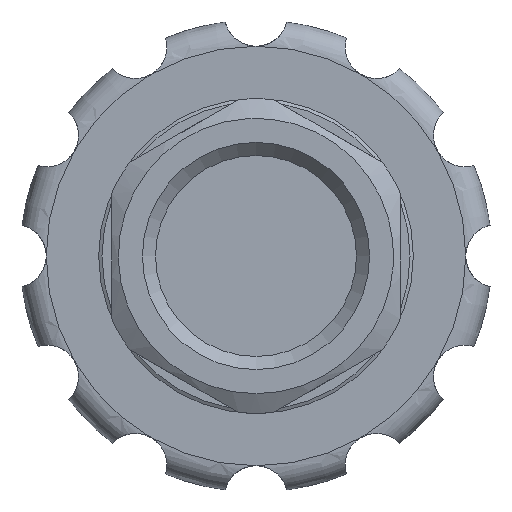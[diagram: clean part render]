
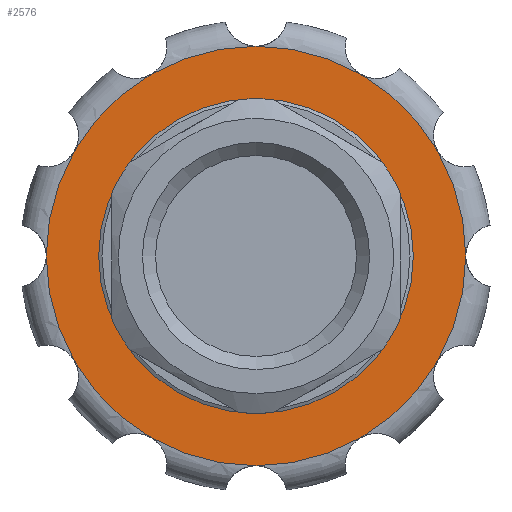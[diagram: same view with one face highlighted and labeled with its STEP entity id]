
A CAD part, left-side view. The second image highlights one B-rep face of the part: STEP entity #2576.
In plain terms, the highlighted planar face has unit normal (-1, 0, 0).
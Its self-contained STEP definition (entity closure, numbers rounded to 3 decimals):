
#160=PLANE('',#2802);
#766=ORIENTED_EDGE('',*,*,#1023,.T.);
#767=ORIENTED_EDGE('',*,*,#1022,.T.);
#768=ORIENTED_EDGE('',*,*,#1021,.T.);
#769=ORIENTED_EDGE('',*,*,#1020,.T.);
#770=ORIENTED_EDGE('',*,*,#1019,.T.);
#771=ORIENTED_EDGE('',*,*,#1018,.T.);
#772=ORIENTED_EDGE('',*,*,#1017,.T.);
#773=ORIENTED_EDGE('',*,*,#1016,.T.);
#774=ORIENTED_EDGE('',*,*,#1015,.T.);
#775=ORIENTED_EDGE('',*,*,#1014,.T.);
#776=ORIENTED_EDGE('',*,*,#1013,.T.);
#777=ORIENTED_EDGE('',*,*,#1012,.T.);
#778=ORIENTED_EDGE('',*,*,#1024,.T.);
#1012=EDGE_CURVE('',#1171,#1177,#1284,.T.);
#1013=EDGE_CURVE('',#1165,#1171,#1285,.T.);
#1014=EDGE_CURVE('',#1159,#1165,#1286,.T.);
#1015=EDGE_CURVE('',#1153,#1159,#1287,.T.);
#1016=EDGE_CURVE('',#1147,#1153,#1288,.T.);
#1017=EDGE_CURVE('',#1141,#1147,#1289,.T.);
#1018=EDGE_CURVE('',#1135,#1141,#1290,.T.);
#1019=EDGE_CURVE('',#1129,#1135,#1291,.T.);
#1020=EDGE_CURVE('',#1123,#1129,#1292,.T.);
#1021=EDGE_CURVE('',#1187,#1123,#1293,.T.);
#1022=EDGE_CURVE('',#1183,#1187,#1294,.T.);
#1023=EDGE_CURVE('',#1177,#1183,#1295,.T.);
#1024=EDGE_CURVE('',#1190,#1190,#1296,.F.);
#1123=VERTEX_POINT('',#3700);
#1129=VERTEX_POINT('',#3740);
#1135=VERTEX_POINT('',#3780);
#1141=VERTEX_POINT('',#3820);
#1147=VERTEX_POINT('',#3860);
#1153=VERTEX_POINT('',#3900);
#1159=VERTEX_POINT('',#3940);
#1165=VERTEX_POINT('',#3980);
#1171=VERTEX_POINT('',#4020);
#1177=VERTEX_POINT('',#4060);
#1183=VERTEX_POINT('',#4100);
#1187=VERTEX_POINT('',#4137);
#1190=VERTEX_POINT('',#4214);
#1284=CIRCLE('',#2779,16.);
#1285=CIRCLE('',#2781,16.);
#1286=CIRCLE('',#2783,16.);
#1287=CIRCLE('',#2785,16.);
#1288=CIRCLE('',#2787,16.);
#1289=CIRCLE('',#2789,16.);
#1290=CIRCLE('',#2791,16.);
#1291=CIRCLE('',#2793,16.);
#1292=CIRCLE('',#2795,16.);
#1293=CIRCLE('',#2797,16.);
#1294=CIRCLE('',#2799,16.);
#1295=CIRCLE('',#2801,16.);
#1296=CIRCLE('',#2803,12.);
#1445=EDGE_LOOP('',(#766,#767,#768,#769,#770,#771,#772,#773,#774,#775,#776,
#777));
#1446=EDGE_LOOP('',(#778));
#1597=FACE_BOUND('',#1445,.T.);
#1598=FACE_BOUND('',#1446,.T.);
#2576=ADVANCED_FACE('',(#1597,#1598),#160,.T.);
#2779=AXIS2_PLACEMENT_3D('',#4189,#3265,#3266);
#2781=AXIS2_PLACEMENT_3D('',#4191,#3269,#3270);
#2783=AXIS2_PLACEMENT_3D('',#4193,#3273,#3274);
#2785=AXIS2_PLACEMENT_3D('',#4195,#3277,#3278);
#2787=AXIS2_PLACEMENT_3D('',#4197,#3281,#3282);
#2789=AXIS2_PLACEMENT_3D('',#4199,#3285,#3286);
#2791=AXIS2_PLACEMENT_3D('',#4201,#3289,#3290);
#2793=AXIS2_PLACEMENT_3D('',#4203,#3293,#3294);
#2795=AXIS2_PLACEMENT_3D('',#4205,#3297,#3298);
#2797=AXIS2_PLACEMENT_3D('',#4207,#3301,#3302);
#2799=AXIS2_PLACEMENT_3D('',#4209,#3305,#3306);
#2801=AXIS2_PLACEMENT_3D('',#4211,#3309,#3310);
#2802=AXIS2_PLACEMENT_3D('',#4212,#3311,#3312);
#2803=AXIS2_PLACEMENT_3D('',#4213,#3313,#3314);
#3265=DIRECTION('',(-1.,0.,0.));
#3266=DIRECTION('',(0.,0.,1.));
#3269=DIRECTION('',(-1.,0.,0.));
#3270=DIRECTION('',(0.,0.,1.));
#3273=DIRECTION('',(-1.,0.,0.));
#3274=DIRECTION('',(0.,0.,1.));
#3277=DIRECTION('',(-1.,0.,0.));
#3278=DIRECTION('',(0.,0.,1.));
#3281=DIRECTION('',(-1.,0.,0.));
#3282=DIRECTION('',(0.,0.,1.));
#3285=DIRECTION('',(-1.,0.,0.));
#3286=DIRECTION('',(0.,0.,1.));
#3289=DIRECTION('',(-1.,0.,0.));
#3290=DIRECTION('',(0.,0.,1.));
#3293=DIRECTION('',(-1.,0.,0.));
#3294=DIRECTION('',(0.,0.,1.));
#3297=DIRECTION('',(-1.,0.,0.));
#3298=DIRECTION('',(0.,0.,1.));
#3301=DIRECTION('',(-1.,0.,0.));
#3302=DIRECTION('',(0.,0.,1.));
#3305=DIRECTION('',(-1.,0.,0.));
#3306=DIRECTION('',(0.,0.,1.));
#3309=DIRECTION('',(-1.,0.,0.));
#3310=DIRECTION('',(0.,0.,1.));
#3311=DIRECTION('',(-1.,0.,0.));
#3312=DIRECTION('',(0.,0.,1.));
#3313=DIRECTION('',(-1.,0.,0.));
#3314=DIRECTION('',(0.,0.,1.));
#3700=CARTESIAN_POINT('',(10.5,-8.,-13.856));
#3740=CARTESIAN_POINT('',(10.5,-13.856,-8.));
#3780=CARTESIAN_POINT('',(10.5,-16.,0.));
#3820=CARTESIAN_POINT('',(10.5,-13.856,8.));
#3860=CARTESIAN_POINT('',(10.5,-8.,13.856));
#3900=CARTESIAN_POINT('',(10.5,0.,16.));
#3940=CARTESIAN_POINT('',(10.5,8.,13.856));
#3980=CARTESIAN_POINT('',(10.5,13.856,8.));
#4020=CARTESIAN_POINT('',(10.5,16.,0.));
#4060=CARTESIAN_POINT('',(10.5,13.856,-8.));
#4100=CARTESIAN_POINT('',(10.5,8.,-13.856));
#4137=CARTESIAN_POINT('',(10.5,0.,-16.));
#4189=CARTESIAN_POINT('',(10.5,0.,0.));
#4191=CARTESIAN_POINT('',(10.5,0.,0.));
#4193=CARTESIAN_POINT('',(10.5,0.,0.));
#4195=CARTESIAN_POINT('',(10.5,0.,0.));
#4197=CARTESIAN_POINT('',(10.5,0.,0.));
#4199=CARTESIAN_POINT('',(10.5,0.,0.));
#4201=CARTESIAN_POINT('',(10.5,0.,0.));
#4203=CARTESIAN_POINT('',(10.5,0.,0.));
#4205=CARTESIAN_POINT('',(10.5,0.,0.));
#4207=CARTESIAN_POINT('',(10.5,0.,0.));
#4209=CARTESIAN_POINT('',(10.5,0.,0.));
#4211=CARTESIAN_POINT('',(10.5,0.,0.));
#4212=CARTESIAN_POINT('',(10.5,0.,-18.));
#4213=CARTESIAN_POINT('',(10.5,0.,0.));
#4214=CARTESIAN_POINT('',(10.5,0.,12.));
